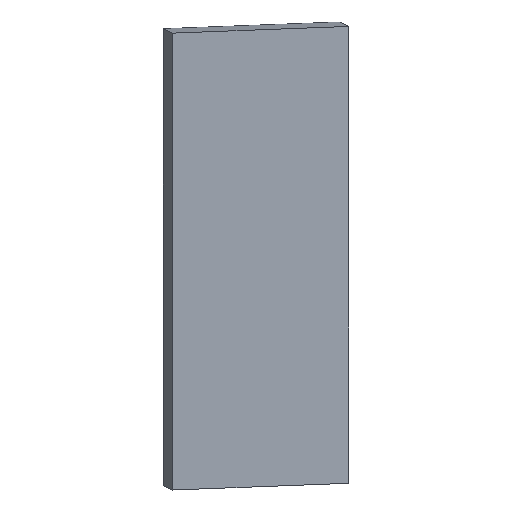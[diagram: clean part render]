
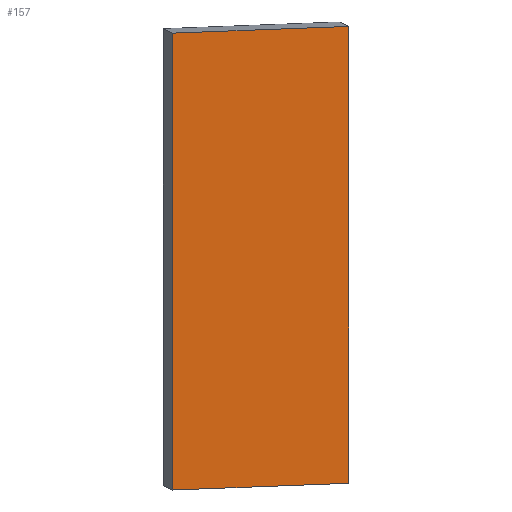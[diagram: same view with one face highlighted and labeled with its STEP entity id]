
A CAD part, front view. The second image highlights one B-rep face of the part: STEP entity #157.
In plain terms, the highlighted planar face has unit normal (0.272, -0.954, -0.13).
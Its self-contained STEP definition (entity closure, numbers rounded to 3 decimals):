
#71=ORIENTED_EDGE('',*,*,#95,.F.);
#72=ORIENTED_EDGE('',*,*,#96,.F.);
#73=ORIENTED_EDGE('',*,*,#97,.F.);
#74=ORIENTED_EDGE('',*,*,#98,.F.);
#95=EDGE_CURVE('',#107,#108,#115,.T.);
#96=EDGE_CURVE('',#109,#107,#116,.T.);
#97=EDGE_CURVE('',#110,#109,#117,.T.);
#98=EDGE_CURVE('',#108,#110,#118,.T.);
#107=VERTEX_POINT('',#243);
#108=VERTEX_POINT('',#244);
#109=VERTEX_POINT('',#246);
#110=VERTEX_POINT('',#248);
#115=LINE('',#242,#127);
#116=LINE('',#245,#128);
#117=LINE('',#247,#129);
#118=LINE('',#249,#130);
#127=VECTOR('',#202,1000.);
#128=VECTOR('',#203,1000.);
#129=VECTOR('',#204,1000.);
#130=VECTOR('',#205,1000.);
#139=EDGE_LOOP('',(#71,#72,#73,#74));
#145=FACE_BOUND('',#139,.T.);
#151=PLANE('',#176);
#157=ADVANCED_FACE('',(#145),#151,.T.);
#176=AXIS2_PLACEMENT_3D('',#241,#200,#201);
#200=DIRECTION('',(0.272,-0.954,-0.13));
#201=DIRECTION('',(-0.962,-0.274,0.));
#202=DIRECTION('',(0.,0.135,-0.991));
#203=DIRECTION('',(0.962,0.269,0.037));
#204=DIRECTION('',(0.,-0.135,0.991));
#205=DIRECTION('',(-0.962,-0.269,-0.037));
#241=CARTESIAN_POINT('',(-1587.61,-480.432,-217.005));
#242=CARTESIAN_POINT('',(13.988,-35.361,-136.045));
#243=CARTESIAN_POINT('',(13.988,-71.909,132.183));
#244=CARTESIAN_POINT('',(13.988,-35.361,-136.045));
#245=CARTESIAN_POINT('',(-89.297,-100.786,128.248));
#246=CARTESIAN_POINT('',(-89.297,-100.786,128.248));
#247=CARTESIAN_POINT('',(-89.297,-64.238,-139.98));
#248=CARTESIAN_POINT('',(-89.297,-64.238,-139.98));
#249=CARTESIAN_POINT('',(-89.297,-64.238,-139.98));
